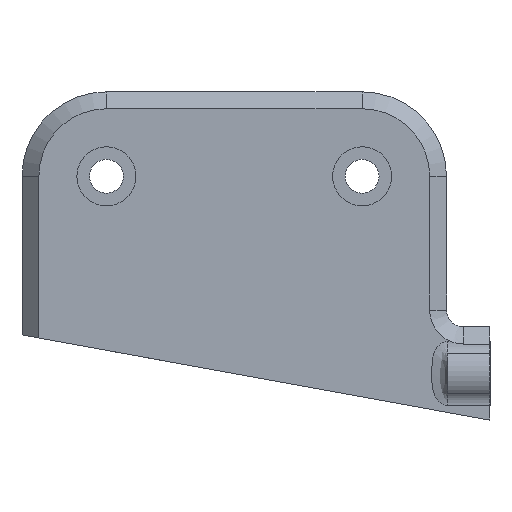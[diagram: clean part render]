
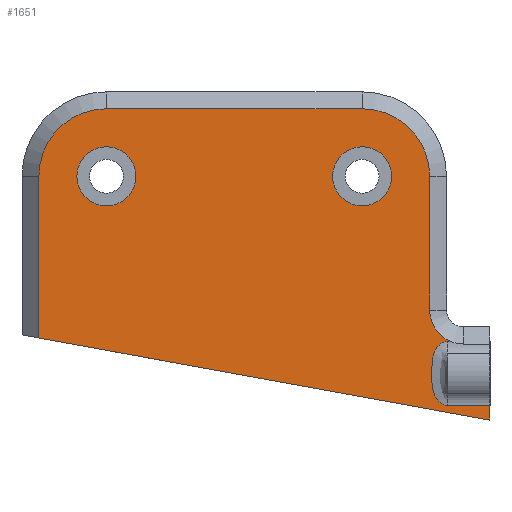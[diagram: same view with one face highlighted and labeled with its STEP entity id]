
A CAD part, left-side view. The second image highlights one B-rep face of the part: STEP entity #1651.
In plain terms, the highlighted planar face has unit normal (-1, 0, 0).
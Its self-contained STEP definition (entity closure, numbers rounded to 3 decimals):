
#20=FACE_BOUND('',#200,.T.);
#21=FACE_BOUND('',#201,.T.);
#32=PLANE('',#1763);
#105=FACE_OUTER_BOUND('',#199,.T.);
#199=EDGE_LOOP('',(#1275,#1276,#1277,#1278,#1279,#1280,#1281,#1282,#1283,
#1284,#1285));
#200=EDGE_LOOP('',(#1286));
#201=EDGE_LOOP('',(#1287));
#269=CIRCLE('',#1764,4.);
#270=CIRCLE('',#1765,8.);
#271=CIRCLE('',#1766,8.);
#272=CIRCLE('',#1767,3.5);
#273=CIRCLE('',#1768,3.5);
#393=B_SPLINE_CURVE_WITH_KNOTS('',3,(#5029,#5030,#5031,#5032,#5033,#5034,
#5035,#5036,#5037,#5038,#5039,#5040,#5041),.UNSPECIFIED.,.F.,.F.,(4,1,1,
1,1,1,1,1,1,1,4),(-2.343,-2.276,-2.209,
-2.075,-1.941,-1.807,-1.74,
-1.673,-1.54,-1.473,-1.406),
 .UNSPECIFIED.);
#437=LINE('',#5025,#545);
#438=LINE('',#5027,#546);
#439=LINE('',#5043,#547);
#440=LINE('',#5047,#548);
#441=LINE('',#5051,#549);
#442=LINE('',#5055,#550);
#443=LINE('',#5056,#551);
#545=VECTOR('',#1985,10.);
#546=VECTOR('',#1986,10.);
#547=VECTOR('',#1987,10.);
#548=VECTOR('',#1990,10.);
#549=VECTOR('',#1993,10.);
#550=VECTOR('',#1996,10.);
#551=VECTOR('',#1997,10.);
#701=VERTEX_POINT('',#5023);
#702=VERTEX_POINT('',#5024);
#703=VERTEX_POINT('',#5026);
#704=VERTEX_POINT('',#5028);
#705=VERTEX_POINT('',#5042);
#706=VERTEX_POINT('',#5044);
#707=VERTEX_POINT('',#5046);
#708=VERTEX_POINT('',#5048);
#709=VERTEX_POINT('',#5050);
#710=VERTEX_POINT('',#5052);
#711=VERTEX_POINT('',#5054);
#712=VERTEX_POINT('',#5057);
#713=VERTEX_POINT('',#5059);
#909=EDGE_CURVE('',#701,#702,#437,.T.);
#910=EDGE_CURVE('',#703,#702,#438,.T.);
#911=EDGE_CURVE('',#704,#703,#393,.T.);
#912=EDGE_CURVE('',#705,#704,#439,.T.);
#913=EDGE_CURVE('',#706,#705,#269,.T.);
#914=EDGE_CURVE('',#707,#706,#440,.T.);
#915=EDGE_CURVE('',#708,#707,#270,.T.);
#916=EDGE_CURVE('',#709,#708,#441,.T.);
#917=EDGE_CURVE('',#710,#709,#271,.T.);
#918=EDGE_CURVE('',#711,#710,#442,.T.);
#919=EDGE_CURVE('',#701,#711,#443,.T.);
#920=EDGE_CURVE('',#712,#712,#272,.T.);
#921=EDGE_CURVE('',#713,#713,#273,.T.);
#1275=ORIENTED_EDGE('',*,*,#909,.T.);
#1276=ORIENTED_EDGE('',*,*,#910,.F.);
#1277=ORIENTED_EDGE('',*,*,#911,.F.);
#1278=ORIENTED_EDGE('',*,*,#912,.F.);
#1279=ORIENTED_EDGE('',*,*,#913,.F.);
#1280=ORIENTED_EDGE('',*,*,#914,.F.);
#1281=ORIENTED_EDGE('',*,*,#915,.F.);
#1282=ORIENTED_EDGE('',*,*,#916,.F.);
#1283=ORIENTED_EDGE('',*,*,#917,.F.);
#1284=ORIENTED_EDGE('',*,*,#918,.F.);
#1285=ORIENTED_EDGE('',*,*,#919,.F.);
#1286=ORIENTED_EDGE('',*,*,#920,.T.);
#1287=ORIENTED_EDGE('',*,*,#921,.T.);
#1651=ADVANCED_FACE('',(#105,#20,#21),#32,.T.);
#1763=AXIS2_PLACEMENT_3D('',#5022,#1983,#1984);
#1764=AXIS2_PLACEMENT_3D('',#5045,#1988,#1989);
#1765=AXIS2_PLACEMENT_3D('',#5049,#1991,#1992);
#1766=AXIS2_PLACEMENT_3D('',#5053,#1994,#1995);
#1767=AXIS2_PLACEMENT_3D('',#5058,#1998,#1999);
#1768=AXIS2_PLACEMENT_3D('',#5060,#2000,#2001);
#1983=DIRECTION('center_axis',(-1.,0.,0.));
#1984=DIRECTION('ref_axis',(0.,0.,1.));
#1985=DIRECTION('',(0.,0.,1.));
#1986=DIRECTION('',(0.,-1.,0.));
#1987=DIRECTION('',(0.,1.,0.));
#1988=DIRECTION('center_axis',(-1.,0.,0.));
#1989=DIRECTION('ref_axis',(0.,0.707,-0.707));
#1990=DIRECTION('',(0.,0.,-1.));
#1991=DIRECTION('center_axis',(1.,0.,0.));
#1992=DIRECTION('ref_axis',(0.,0.,1.));
#1993=DIRECTION('',(0.,-1.,0.));
#1994=DIRECTION('center_axis',(1.,0.,0.));
#1995=DIRECTION('ref_axis',(0.,0.,1.));
#1996=DIRECTION('',(0.,0.,1.));
#1997=DIRECTION('',(0.,0.984,0.179));
#1998=DIRECTION('center_axis',(1.,0.,0.));
#1999=DIRECTION('ref_axis',(0.,0.,1.));
#2000=DIRECTION('center_axis',(1.,0.,0.));
#2001=DIRECTION('ref_axis',(0.,0.,1.));
#5022=CARTESIAN_POINT('Origin',(113.147,327.7,137.888));
#5023=CARTESIAN_POINT('',(113.147,297.4,109.));
#5024=CARTESIAN_POINT('',(113.147,297.4,110.751));
#5025=CARTESIAN_POINT('',(113.147,297.4,60.972));
#5026=CARTESIAN_POINT('',(113.147,302.4,110.751));
#5027=CARTESIAN_POINT('',(113.147,297.4,110.751));
#5028=CARTESIAN_POINT('',(113.147,302.4,118.301));
#5029=CARTESIAN_POINT('Ctrl Pts',(113.147,302.4,118.301));
#5030=CARTESIAN_POINT('Ctrl Pts',(113.147,302.625,118.301));
#5031=CARTESIAN_POINT('Ctrl Pts',(113.147,303.07,118.187));
#5032=CARTESIAN_POINT('Ctrl Pts',(113.147,303.777,117.598));
#5033=CARTESIAN_POINT('Ctrl Pts',(113.147,304.214,116.531));
#5034=CARTESIAN_POINT('Ctrl Pts',(113.147,304.34,115.195));
#5035=CARTESIAN_POINT('Ctrl Pts',(113.147,304.343,114.08));
#5036=CARTESIAN_POINT('Ctrl Pts',(113.147,304.277,113.187));
#5037=CARTESIAN_POINT('Ctrl Pts',(113.147,304.128,112.308));
#5038=CARTESIAN_POINT('Ctrl Pts',(113.147,303.777,111.454));
#5039=CARTESIAN_POINT('Ctrl Pts',(113.147,303.071,110.865));
#5040=CARTESIAN_POINT('Ctrl Pts',(113.147,302.625,110.751));
#5041=CARTESIAN_POINT('Ctrl Pts',(113.147,302.4,110.751));
#5042=CARTESIAN_POINT('',(113.147,301.983,118.301));
#5043=CARTESIAN_POINT('',(113.147,297.4,118.301));
#5044=CARTESIAN_POINT('',(113.147,304.55,122.035));
#5045=CARTESIAN_POINT('Origin',(113.147,300.55,122.035));
#5046=CARTESIAN_POINT('',(113.147,304.55,137.888));
#5047=CARTESIAN_POINT('',(113.147,304.55,137.888));
#5048=CARTESIAN_POINT('',(113.147,312.55,145.888));
#5049=CARTESIAN_POINT('Origin',(113.147,312.55,137.888));
#5050=CARTESIAN_POINT('',(113.147,342.85,145.888));
#5051=CARTESIAN_POINT('',(113.147,320.125,145.888));
#5052=CARTESIAN_POINT('',(113.147,350.85,137.888));
#5053=CARTESIAN_POINT('Origin',(113.147,342.85,137.888));
#5054=CARTESIAN_POINT('',(113.147,350.85,118.733));
#5055=CARTESIAN_POINT('',(113.147,350.85,128.962));
#5056=CARTESIAN_POINT('',(113.147,310.977,111.472));
#5057=CARTESIAN_POINT('',(113.147,342.85,134.388));
#5058=CARTESIAN_POINT('Origin',(113.147,342.85,137.888));
#5059=CARTESIAN_POINT('',(113.147,312.55,134.388));
#5060=CARTESIAN_POINT('Origin',(113.147,312.55,137.888));
